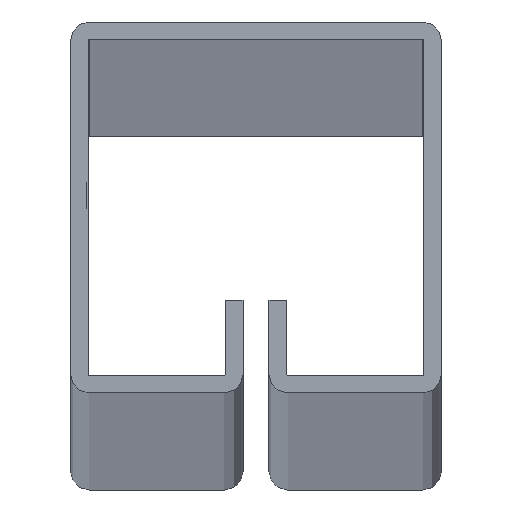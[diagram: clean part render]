
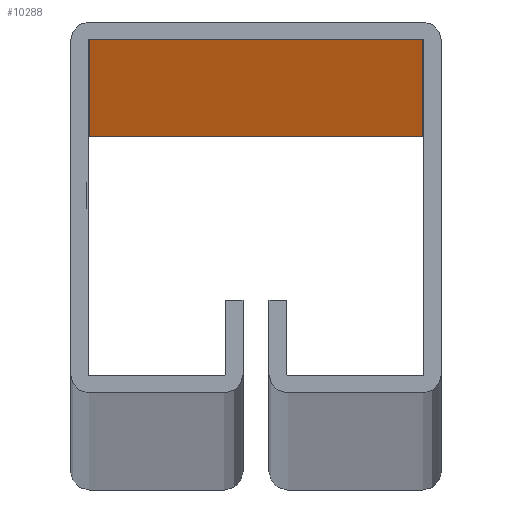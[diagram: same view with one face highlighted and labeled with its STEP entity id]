
A CAD part, top view. The second image highlights one B-rep face of the part: STEP entity #10288.
In plain terms, the highlighted planar face has unit normal (0, -1, 0).
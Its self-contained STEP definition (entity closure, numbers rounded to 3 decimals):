
#958 = DIRECTION ( 'NONE',  ( 1., 0., 0. ) ) ;
#1285 = VERTEX_POINT ( 'NONE', #4624 ) ;
#1655 = LINE ( 'NONE', #12546, #12728 ) ;
#1770 = ORIENTED_EDGE ( 'NONE', *, *, #10374, .F. ) ;
#2048 = DIRECTION ( 'NONE',  ( 0., 1., 0. ) ) ;
#3051 = DIRECTION ( 'NONE',  ( 0., 0., 1. ) ) ;
#3432 = CARTESIAN_POINT ( 'NONE',  ( -9., 19.05, 1500. ) ) ;
#3779 = LINE ( 'NONE', #9310, #7756 ) ;
#4026 = ORIENTED_EDGE ( 'NONE', *, *, #12051, .T. ) ;
#4282 = CARTESIAN_POINT ( 'NONE',  ( -9., 19.05, 1500. ) ) ;
#4544 = DIRECTION ( 'NONE',  ( 1., 0., 0. ) ) ;
#4624 = CARTESIAN_POINT ( 'NONE',  ( -9., 19.05, -1500. ) ) ;
#5570 = LINE ( 'NONE', #13067, #8856 ) ;
#5719 = AXIS2_PLACEMENT_3D ( 'NONE', #10781, #2048, #3051 ) ;
#6843 = DIRECTION ( 'NONE',  ( 0., 0., -1. ) ) ;
#7287 = VERTEX_POINT ( 'NONE', #4282 ) ;
#7294 = VERTEX_POINT ( 'NONE', #11893 ) ;
#7756 = VECTOR ( 'NONE', #9220, 1000. ) ;
#8239 = VECTOR ( 'NONE', #4544, 1000. ) ;
#8847 = ORIENTED_EDGE ( 'NONE', *, *, #13220, .F. ) ;
#8856 = VECTOR ( 'NONE', #958, 1000. ) ;
#8865 = ORIENTED_EDGE ( 'NONE', *, *, #13794, .T. ) ;
#9220 = DIRECTION ( 'NONE',  ( 0., 0., -1. ) ) ;
#9310 = CARTESIAN_POINT ( 'NONE',  ( 9., 19.05, 1500. ) ) ;
#9605 = FACE_OUTER_BOUND ( 'NONE', #12983, .T. ) ;
#9927 = VERTEX_POINT ( 'NONE', #10999 ) ;
#9947 = LINE ( 'NONE', #3432, #8239 ) ;
#10288 = ADVANCED_FACE ( 'NONE', ( #9605 ), #12868, .F. ) ;
#10374 = EDGE_CURVE ( 'NONE', #7287, #7294, #9947, .T. ) ;
#10781 = CARTESIAN_POINT ( 'NONE',  ( -9., 19.05, 1500. ) ) ;
#10999 = CARTESIAN_POINT ( 'NONE',  ( 9., 19.05, -1500. ) ) ;
#11893 = CARTESIAN_POINT ( 'NONE',  ( 9., 19.05, 1500. ) ) ;
#12051 = EDGE_CURVE ( 'NONE', #7287, #1285, #1655, .T. ) ;
#12546 = CARTESIAN_POINT ( 'NONE',  ( -9., 19.05, 1500. ) ) ;
#12728 = VECTOR ( 'NONE', #6843, 1000. ) ;
#12868 = PLANE ( 'NONE',  #5719 ) ;
#12983 = EDGE_LOOP ( 'NONE', ( #8865, #8847, #1770, #4026 ) ) ;
#13067 = CARTESIAN_POINT ( 'NONE',  ( -9., 19.05, -1500. ) ) ;
#13220 = EDGE_CURVE ( 'NONE', #7294, #9927, #3779, .T. ) ;
#13794 = EDGE_CURVE ( 'NONE', #1285, #9927, #5570, .T. ) ;
